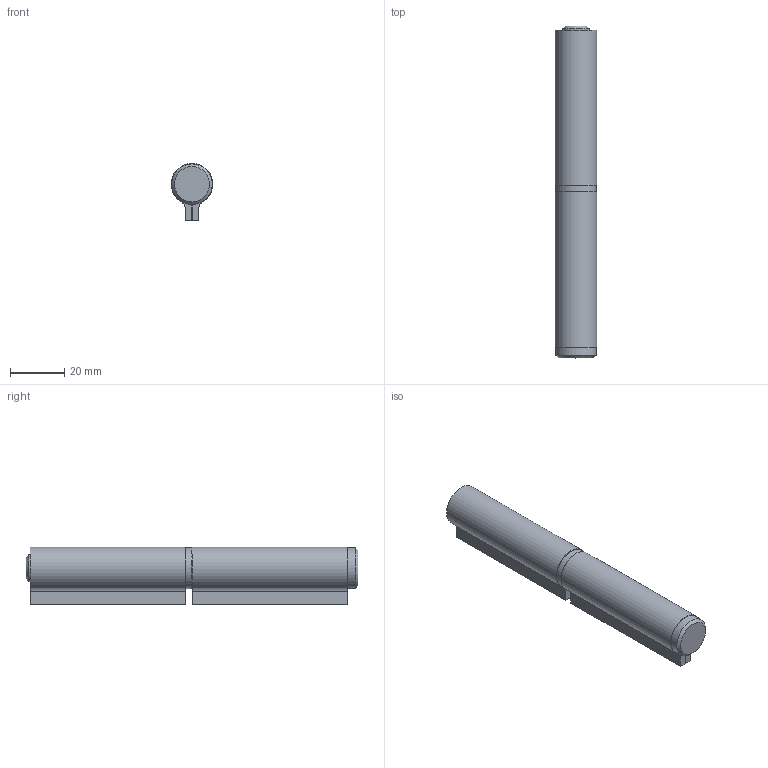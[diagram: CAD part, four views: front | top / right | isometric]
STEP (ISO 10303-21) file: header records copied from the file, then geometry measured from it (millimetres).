
FILE_DESCRIPTION (( 'STEP AP203' ), '1' );
FILE_NAME ('402-12.step', '2021-09-06T07:40:20', ( '' ), ( '' ), 'SwSTEP 2.0', 'SolidWorks 2018', '' );
FILE_SCHEMA (( 'CONFIG_CONTROL_DESIGN' ));
Length unit declared in the file: millimetre
Products named in the file (9): 402-xx Teil3; 402-xx Teil1; 402-xx Teil2; 402-xx Teil2_402-12 Teil2; 402-12; 402-xx Teil4; 402-xx Teil3_402-12 Teil3; 402-xx Teil1_402-12 Teil1; 402-xx Teil4_402-12 Teil4
Assembly tree (4 placements, depth 2):
  402-xx Teil3
  402-xx Teil1
  402-xx Teil2
  402-12
    402-xx Teil1_402-12 Teil1
    402-xx Teil2_402-12 Teil2
    402-xx Teil3_402-12 Teil3
    402-xx Teil4_402-12 Teil4
  402-xx Teil4
Bounding box: 15.28 x 122 x 20.97 mm (x, y, z)
Volume: 24234.3 mm3; surface area: 17134.4 mm2
Topology: 4 solids, 4 shells, 306 faces, 823 edges, 547 vertices
Faces by surface type: plane 154, bspline 109, cylinder 37, torus 4, cone 2
Full cylindrical faces by diameter (mm): 9.8 x1, 10 x1, 14.9 x1, 15 x1
Entity records: 14003 total; most frequent: CARTESIAN_POINT 6189, ORIENTED_EDGE 1624, DIRECTION 1150, EDGE_CURVE 812, VERTEX_POINT 546, LINE 416, VECTOR 416, AXIS2_PLACEMENT_3D 367
